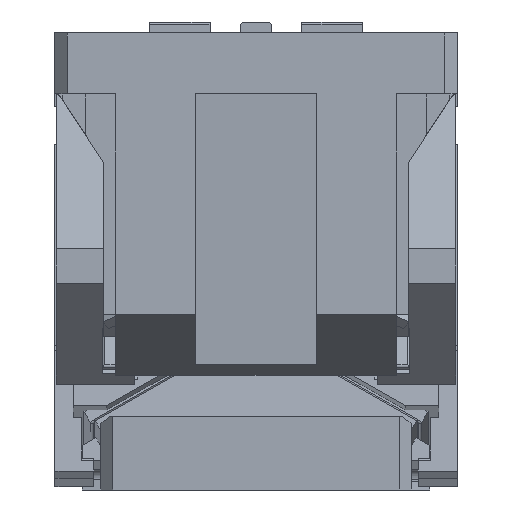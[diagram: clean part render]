
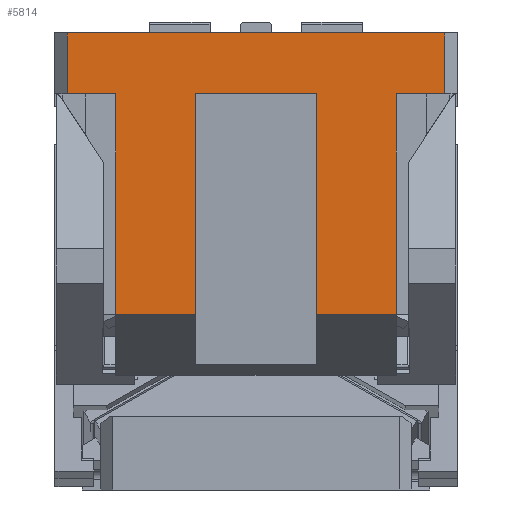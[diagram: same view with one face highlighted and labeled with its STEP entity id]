
A CAD part, left-side view. The second image highlights one B-rep face of the part: STEP entity #5814.
In plain terms, the highlighted planar face has unit normal (-1, 0, 0).
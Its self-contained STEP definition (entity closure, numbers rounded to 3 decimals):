
#5107=CARTESIAN_POINT('Vertex',(-415.,115.,-40.81)) ;
#5110=CARTESIAN_POINT('Line Origine',(-415.,115.,49.595)) ;
#5114=CARTESIAN_POINT('Vertex',(-415.,115.,140.)) ;
#5588=CARTESIAN_POINT('Line Origine',(-415.,135.,140.)) ;
#5592=CARTESIAN_POINT('Vertex',(-415.,155.,140.)) ;
#5626=CARTESIAN_POINT('Vertex',(-415.,155.,190.)) ;
#5629=CARTESIAN_POINT('Line Origine',(-415.,155.,165.)) ;
#5650=CARTESIAN_POINT('Vertex',(-415.,-155.,190.)) ;
#5655=CARTESIAN_POINT('Line Origine',(-415.,-155.,165.)) ;
#5659=CARTESIAN_POINT('Vertex',(-415.,-155.,140.)) ;
#5686=CARTESIAN_POINT('Line Origine',(-415.,-50.,49.595)) ;
#5690=CARTESIAN_POINT('Vertex',(-415.,-50.,140.)) ;
#5692=CARTESIAN_POINT('Vertex',(-415.,-50.,-40.81)) ;
#5739=CARTESIAN_POINT('Vertex',(-415.,50.,140.)) ;
#5742=CARTESIAN_POINT('Line Origine',(-415.,50.,49.595)) ;
#5746=CARTESIAN_POINT('Vertex',(-415.,50.,-40.81)) ;
#5761=CARTESIAN_POINT('Axis2P3D Location',(-415.,-165.,140.)) ;
#5766=CARTESIAN_POINT('Line Origine',(-415.,82.5,-40.81)) ;
#5771=CARTESIAN_POINT('Line Origine',(-415.,0.,140.)) ;
#5776=CARTESIAN_POINT('Line Origine',(-415.,-82.5,-40.81)) ;
#5780=CARTESIAN_POINT('Vertex',(-415.,-115.,-40.81)) ;
#5783=CARTESIAN_POINT('Line Origine',(-415.,-115.,49.595)) ;
#5787=CARTESIAN_POINT('Vertex',(-415.,-115.,140.)) ;
#5790=CARTESIAN_POINT('Line Origine',(-415.,-135.,140.)) ;
#5795=CARTESIAN_POINT('Line Origine',(-415.,0.,190.)) ;
#5111=DIRECTION('Vector Direction',(0.,0.,-1.)) ;
#5589=DIRECTION('Vector Direction',(0.,-1.,0.)) ;
#5630=DIRECTION('Vector Direction',(0.,0.,-1.)) ;
#5656=DIRECTION('Vector Direction',(0.,0.,1.)) ;
#5687=DIRECTION('Vector Direction',(0.,0.,-1.)) ;
#5743=DIRECTION('Vector Direction',(0.,0.,-1.)) ;
#5762=DIRECTION('Axis2P3D Direction',(1.,0.,0.)) ;
#5763=DIRECTION('Axis2P3D XDirection',(0.,1.,0.)) ;
#5767=DIRECTION('Vector Direction',(0.,1.,0.)) ;
#5772=DIRECTION('Vector Direction',(0.,1.,0.)) ;
#5777=DIRECTION('Vector Direction',(0.,1.,0.)) ;
#5784=DIRECTION('Vector Direction',(0.,0.,-1.)) ;
#5791=DIRECTION('Vector Direction',(0.,1.,0.)) ;
#5796=DIRECTION('Vector Direction',(0.,1.,0.)) ;
#5764=AXIS2_PLACEMENT_3D('Plane Axis2P3D',#5761,#5762,#5763) ;
#5801=ORIENTED_EDGE('',*,*,#5116,.T.) ;
#5802=ORIENTED_EDGE('',*,*,#5770,.T.) ;
#5803=ORIENTED_EDGE('',*,*,#5748,.F.) ;
#5804=ORIENTED_EDGE('',*,*,#5775,.F.) ;
#5805=ORIENTED_EDGE('',*,*,#5694,.T.) ;
#5806=ORIENTED_EDGE('',*,*,#5782,.T.) ;
#5807=ORIENTED_EDGE('',*,*,#5789,.F.) ;
#5808=ORIENTED_EDGE('',*,*,#5794,.F.) ;
#5809=ORIENTED_EDGE('',*,*,#5661,.T.) ;
#5810=ORIENTED_EDGE('',*,*,#5799,.T.) ;
#5811=ORIENTED_EDGE('',*,*,#5633,.T.) ;
#5812=ORIENTED_EDGE('',*,*,#5594,.F.) ;
#5112=VECTOR('Line Direction',#5111,1.) ;
#5590=VECTOR('Line Direction',#5589,1.) ;
#5631=VECTOR('Line Direction',#5630,1.) ;
#5657=VECTOR('Line Direction',#5656,1.) ;
#5688=VECTOR('Line Direction',#5687,1.) ;
#5744=VECTOR('Line Direction',#5743,1.) ;
#5768=VECTOR('Line Direction',#5767,1.) ;
#5773=VECTOR('Line Direction',#5772,1.) ;
#5778=VECTOR('Line Direction',#5777,1.) ;
#5785=VECTOR('Line Direction',#5784,1.) ;
#5792=VECTOR('Line Direction',#5791,1.) ;
#5797=VECTOR('Line Direction',#5796,1.) ;
#5814=ADVANCED_FACE('CAM HOLDER',(#5813),#5765,.F.) ;
#5116=EDGE_CURVE('',#5115,#5108,#5113,.T.) ;
#5594=EDGE_CURVE('',#5115,#5593,#5591,.F.) ;
#5633=EDGE_CURVE('',#5627,#5593,#5632,.T.) ;
#5661=EDGE_CURVE('',#5660,#5651,#5658,.T.) ;
#5694=EDGE_CURVE('',#5691,#5693,#5689,.T.) ;
#5748=EDGE_CURVE('',#5740,#5747,#5745,.T.) ;
#5770=EDGE_CURVE('',#5108,#5747,#5769,.F.) ;
#5775=EDGE_CURVE('',#5691,#5740,#5774,.T.) ;
#5782=EDGE_CURVE('',#5693,#5781,#5779,.F.) ;
#5789=EDGE_CURVE('',#5788,#5781,#5786,.T.) ;
#5794=EDGE_CURVE('',#5660,#5788,#5793,.T.) ;
#5799=EDGE_CURVE('',#5651,#5627,#5798,.T.) ;
#5800=EDGE_LOOP('',(#5801,#5802,#5803,#5804,#5805,#5806,#5807,#5808,#5809,#5810,#5811,#5812)) ;
#5813=FACE_OUTER_BOUND('',#5800,.T.) ;
#5113=LINE('Line',#5110,#5112) ;
#5591=LINE('Line',#5588,#5590) ;
#5632=LINE('Line',#5629,#5631) ;
#5658=LINE('Line',#5655,#5657) ;
#5689=LINE('Line',#5686,#5688) ;
#5745=LINE('Line',#5742,#5744) ;
#5769=LINE('Line',#5766,#5768) ;
#5774=LINE('Line',#5771,#5773) ;
#5779=LINE('Line',#5776,#5778) ;
#5786=LINE('Line',#5783,#5785) ;
#5793=LINE('Line',#5790,#5792) ;
#5798=LINE('Line',#5795,#5797) ;
#5765=PLANE('Plane',#5764) ;
#5108=VERTEX_POINT('',#5107) ;
#5115=VERTEX_POINT('',#5114) ;
#5593=VERTEX_POINT('',#5592) ;
#5627=VERTEX_POINT('',#5626) ;
#5651=VERTEX_POINT('',#5650) ;
#5660=VERTEX_POINT('',#5659) ;
#5691=VERTEX_POINT('',#5690) ;
#5693=VERTEX_POINT('',#5692) ;
#5740=VERTEX_POINT('',#5739) ;
#5747=VERTEX_POINT('',#5746) ;
#5781=VERTEX_POINT('',#5780) ;
#5788=VERTEX_POINT('',#5787) ;
